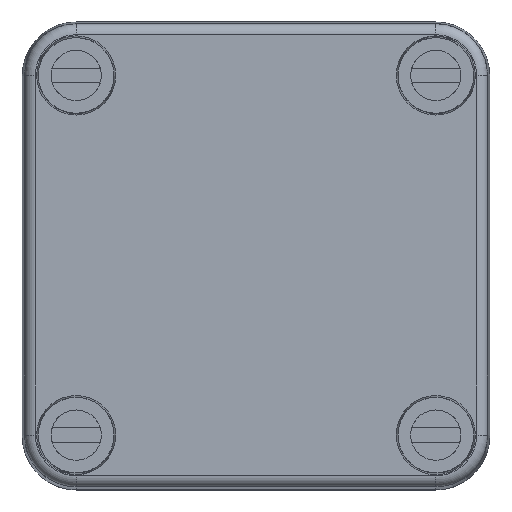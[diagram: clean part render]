
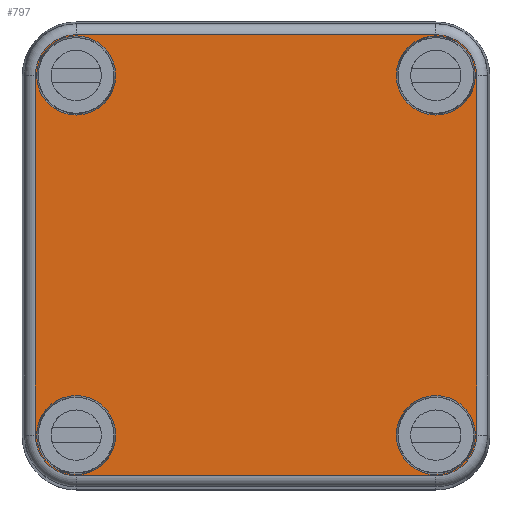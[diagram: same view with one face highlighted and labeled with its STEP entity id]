
A CAD part, top view. The second image highlights one B-rep face of the part: STEP entity #797.
In plain terms, the highlighted planar face has unit normal (0, 0, 1).
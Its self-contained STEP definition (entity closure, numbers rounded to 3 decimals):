
#797 = ADVANCED_FACE( '', ( #1976, #1977, #1978, #1979, #1980 ), #1981, .T. );
#1976 = FACE_OUTER_BOUND( '', #3641, .T. );
#1977 = FACE_BOUND( '', #3642, .T. );
#1978 = FACE_BOUND( '', #3643, .T. );
#1979 = FACE_BOUND( '', #3644, .T. );
#1980 = FACE_BOUND( '', #3645, .T. );
#1981 = PLANE( '', #3646 );
#3641 = EDGE_LOOP( '', ( #5727, #5728, #5729, #5730, #5731, #5732, #5733, #5734 ) );
#3642 = EDGE_LOOP( '', ( #5735 ) );
#3643 = EDGE_LOOP( '', ( #5736 ) );
#3644 = EDGE_LOOP( '', ( #5737 ) );
#3645 = EDGE_LOOP( '', ( #5738 ) );
#3646 = AXIS2_PLACEMENT_3D( '', #5739, #5740, #5741 );
#5727 = ORIENTED_EDGE( '', *, *, #9768, .F. );
#5728 = ORIENTED_EDGE( '', *, *, #9869, .F. );
#5729 = ORIENTED_EDGE( '', *, *, #9870, .T. );
#5730 = ORIENTED_EDGE( '', *, *, #9871, .F. );
#5731 = ORIENTED_EDGE( '', *, *, #9872, .T. );
#5732 = ORIENTED_EDGE( '', *, *, #9873, .T. );
#5733 = ORIENTED_EDGE( '', *, *, #9874, .F. );
#5734 = ORIENTED_EDGE( '', *, *, #9875, .T. );
#5735 = ORIENTED_EDGE( '', *, *, #9504, .F. );
#5736 = ORIENTED_EDGE( '', *, *, #9876, .F. );
#5737 = ORIENTED_EDGE( '', *, *, #9877, .F. );
#5738 = ORIENTED_EDGE( '', *, *, #9801, .F. );
#5739 = CARTESIAN_POINT( '', ( 0., 0., 39. ) );
#5740 = DIRECTION( '', ( 0., 0., 1. ) );
#5741 = DIRECTION( '', ( 1., 0., 0. ) );
#9504 = EDGE_CURVE( '', #11274, #11274, #11275, .T. );
#9768 = EDGE_CURVE( '', #11735, #11736, #11737, .T. );
#9801 = EDGE_CURVE( '', #11792, #11792, #11793, .T. );
#9869 = EDGE_CURVE( '', #11906, #11735, #11907, .T. );
#9870 = EDGE_CURVE( '', #11906, #11908, #11909, .T. );
#9871 = EDGE_CURVE( '', #11910, #11908, #11911, .T. );
#9872 = EDGE_CURVE( '', #11910, #11912, #11913, .T. );
#9873 = EDGE_CURVE( '', #11912, #11914, #11915, .T. );
#9874 = EDGE_CURVE( '', #11916, #11914, #11917, .T. );
#9875 = EDGE_CURVE( '', #11916, #11736, #11918, .T. );
#9876 = EDGE_CURVE( '', #11919, #11919, #11920, .T. );
#9877 = EDGE_CURVE( '', #11921, #11921, #11922, .T. );
#11274 = VERTEX_POINT( '', #13845 );
#11275 = CIRCLE( '', #13846, 5.5 );
#11735 = VERTEX_POINT( '', #14478 );
#11736 = VERTEX_POINT( '', #14479 );
#11737 = CIRCLE( '', #14480, 5.673 );
#11792 = VERTEX_POINT( '', #14548 );
#11793 = CIRCLE( '', #14549, 5.5 );
#11906 = VERTEX_POINT( '', #14727 );
#11907 = LINE( '', #14728, #14729 );
#11908 = VERTEX_POINT( '', #14730 );
#11909 = CIRCLE( '', #14731, 5.673 );
#11910 = VERTEX_POINT( '', #14732 );
#11911 = LINE( '', #14733, #14734 );
#11912 = VERTEX_POINT( '', #14735 );
#11913 = CIRCLE( '', #14736, 5.673 );
#11914 = VERTEX_POINT( '', #14737 );
#11915 = LINE( '', #14738, #14739 );
#11916 = VERTEX_POINT( '', #14740 );
#11917 = CIRCLE( '', #14741, 5.673 );
#11918 = LINE( '', #14742, #14743 );
#11919 = VERTEX_POINT( '', #14744 );
#11920 = CIRCLE( '', #14745, 5.5 );
#11921 = VERTEX_POINT( '', #14746 );
#11922 = CIRCLE( '', #14747, 5.5 );
#13845 = CARTESIAN_POINT( '', ( -19.5, -25., 39. ) );
#13846 = AXIS2_PLACEMENT_3D( '', #17186, #17187, #17188 );
#14478 = CARTESIAN_POINT( '', ( -25., -30.673, 39. ) );
#14479 = CARTESIAN_POINT( '', ( -30.673, -25., 39. ) );
#14480 = AXIS2_PLACEMENT_3D( '', #17550, #17551, #17552 );
#14548 = CARTESIAN_POINT( '', ( 30.5, 25., 39. ) );
#14549 = AXIS2_PLACEMENT_3D( '', #17605, #17606, #17607 );
#14727 = CARTESIAN_POINT( '', ( 25., -30.673, 39. ) );
#14728 = CARTESIAN_POINT( '', ( 32.5, -30.673, 39. ) );
#14729 = VECTOR( '', #17694, 1000. );
#14730 = CARTESIAN_POINT( '', ( 30.673, -25., 39. ) );
#14731 = AXIS2_PLACEMENT_3D( '', #17695, #17696, #17697 );
#14732 = CARTESIAN_POINT( '', ( 30.673, 25., 39. ) );
#14733 = CARTESIAN_POINT( '', ( 30.673, 32.5, 39. ) );
#14734 = VECTOR( '', #17698, 1000. );
#14735 = CARTESIAN_POINT( '', ( 25., 30.673, 39. ) );
#14736 = AXIS2_PLACEMENT_3D( '', #17699, #17700, #17701 );
#14737 = CARTESIAN_POINT( '', ( -25., 30.673, 39. ) );
#14738 = CARTESIAN_POINT( '', ( 32.5, 30.673, 39. ) );
#14739 = VECTOR( '', #17702, 1000. );
#14740 = CARTESIAN_POINT( '', ( -30.673, 25., 39. ) );
#14741 = AXIS2_PLACEMENT_3D( '', #17703, #17704, #17705 );
#14742 = CARTESIAN_POINT( '', ( -30.673, 32.5, 39. ) );
#14743 = VECTOR( '', #17706, 1000. );
#14744 = CARTESIAN_POINT( '', ( 30.5, -25., 39. ) );
#14745 = AXIS2_PLACEMENT_3D( '', #17707, #17708, #17709 );
#14746 = CARTESIAN_POINT( '', ( -19.5, 25., 39. ) );
#14747 = AXIS2_PLACEMENT_3D( '', #17710, #17711, #17712 );
#17186 = CARTESIAN_POINT( '', ( -25., -25., 39. ) );
#17187 = DIRECTION( '', ( 0., 0., 1. ) );
#17188 = DIRECTION( '', ( 1., 0., 0. ) );
#17550 = CARTESIAN_POINT( '', ( -25., -25., 39. ) );
#17551 = DIRECTION( '', ( 0., 0., -1. ) );
#17552 = DIRECTION( '', ( -1., 0., 0. ) );
#17605 = CARTESIAN_POINT( '', ( 25., 25., 39. ) );
#17606 = DIRECTION( '', ( 0., 0., 1. ) );
#17607 = DIRECTION( '', ( 1., 0., 0. ) );
#17694 = DIRECTION( '', ( -1., 0., 0. ) );
#17695 = CARTESIAN_POINT( '', ( 25., -25., 39. ) );
#17696 = DIRECTION( '', ( 0., 0., 1. ) );
#17697 = DIRECTION( '', ( 1., 0., 0. ) );
#17698 = DIRECTION( '', ( 0., -1., 0. ) );
#17699 = CARTESIAN_POINT( '', ( 25., 25., 39. ) );
#17700 = DIRECTION( '', ( 0., 0., 1. ) );
#17701 = DIRECTION( '', ( 1., 0., 0. ) );
#17702 = DIRECTION( '', ( -1., 0., 0. ) );
#17703 = CARTESIAN_POINT( '', ( -25., 25., 39. ) );
#17704 = DIRECTION( '', ( 0., 0., -1. ) );
#17705 = DIRECTION( '', ( -1., 0., 0. ) );
#17706 = DIRECTION( '', ( 0., -1., 0. ) );
#17707 = CARTESIAN_POINT( '', ( 25., -25., 39. ) );
#17708 = DIRECTION( '', ( 0., 0., 1. ) );
#17709 = DIRECTION( '', ( 1., 0., 0. ) );
#17710 = CARTESIAN_POINT( '', ( -25., 25., 39. ) );
#17711 = DIRECTION( '', ( 0., 0., 1. ) );
#17712 = DIRECTION( '', ( 1., 0., 0. ) );
